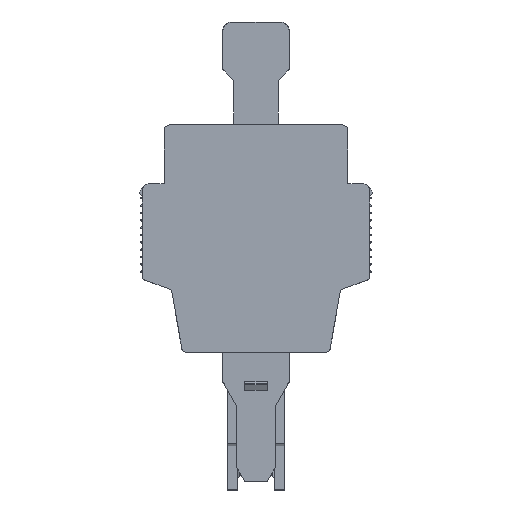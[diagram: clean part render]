
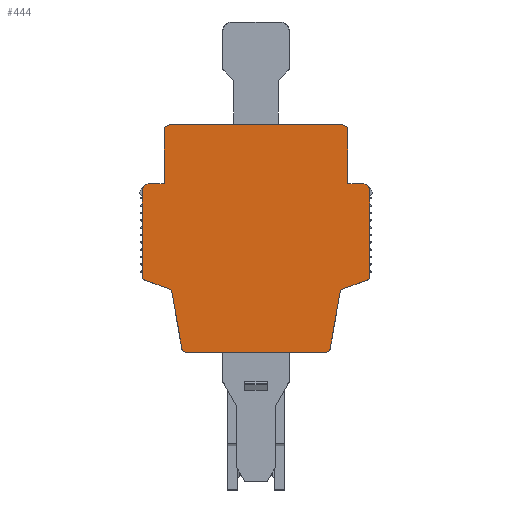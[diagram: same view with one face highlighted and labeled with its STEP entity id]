
A CAD part, top view. The second image highlights one B-rep face of the part: STEP entity #444.
In plain terms, the highlighted planar face has unit normal (0, 0, 1).
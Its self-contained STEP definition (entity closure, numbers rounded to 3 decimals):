
#207=CIRCLE('',#4834,1.);
#220=CIRCLE('',#4851,1.);
#221=CIRCLE('',#4855,0.8);
#222=CIRCLE('',#4859,0.748);
#223=CIRCLE('',#4861,0.5);
#224=CIRCLE('',#4864,0.5);
#225=CIRCLE('',#4868,0.8);
#226=CIRCLE('',#4871,0.748);
#227=CIRCLE('',#4874,0.5);
#228=CIRCLE('',#4877,0.5);
#444=ADVANCED_FACE('',(#876),#637,.F.);
#637=PLANE('',#4885);
#876=FACE_OUTER_BOUND('',#1145,.T.);
#1145=EDGE_LOOP('',(#2274,#2275,#2276,#2277,#2278,#2279,#2280,#2281,#2282,
#2283,#2284,#2285,#2286,#2287,#2288,#2289,#2290,#2291,#2292,#2293,#2294,
#2295));
#2274=ORIENTED_EDGE('',*,*,#3431,.F.);
#2275=ORIENTED_EDGE('',*,*,#3427,.F.);
#2276=ORIENTED_EDGE('',*,*,#3406,.F.);
#2277=ORIENTED_EDGE('',*,*,#3425,.F.);
#2278=ORIENTED_EDGE('',*,*,#3423,.F.);
#2279=ORIENTED_EDGE('',*,*,#3421,.F.);
#2280=ORIENTED_EDGE('',*,*,#3419,.F.);
#2281=ORIENTED_EDGE('',*,*,#3379,.F.);
#2282=ORIENTED_EDGE('',*,*,#3432,.F.);
#2283=ORIENTED_EDGE('',*,*,#3300,.F.);
#2284=ORIENTED_EDGE('',*,*,#3418,.F.);
#2285=ORIENTED_EDGE('',*,*,#3401,.F.);
#2286=ORIENTED_EDGE('',*,*,#3440,.F.);
#2287=ORIENTED_EDGE('',*,*,#3439,.F.);
#2288=ORIENTED_EDGE('',*,*,#3436,.F.);
#2289=ORIENTED_EDGE('',*,*,#3434,.F.);
#2290=ORIENTED_EDGE('',*,*,#3371,.F.);
#2291=ORIENTED_EDGE('',*,*,#3417,.F.);
#2292=ORIENTED_EDGE('',*,*,#3415,.F.);
#2293=ORIENTED_EDGE('',*,*,#3413,.F.);
#2294=ORIENTED_EDGE('',*,*,#3411,.F.);
#2295=ORIENTED_EDGE('',*,*,#3430,.F.);
#2750=VERTEX_POINT('',#7092);
#2752=VERTEX_POINT('',#7096);
#2791=VERTEX_POINT('',#7234);
#2792=VERTEX_POINT('',#7236);
#2798=VERTEX_POINT('',#7250);
#2799=VERTEX_POINT('',#7252);
#2816=VERTEX_POINT('',#7292);
#2817=VERTEX_POINT('',#7294);
#2820=VERTEX_POINT('',#7302);
#2821=VERTEX_POINT('',#7304);
#2822=VERTEX_POINT('',#7310);
#2823=VERTEX_POINT('',#7312);
#2824=VERTEX_POINT('',#7317);
#2825=VERTEX_POINT('',#7321);
#2826=VERTEX_POINT('',#7329);
#2827=VERTEX_POINT('',#7333);
#2828=VERTEX_POINT('',#7337);
#2829=VERTEX_POINT('',#7344);
#2830=VERTEX_POINT('',#7348);
#2831=VERTEX_POINT('',#7357);
#2832=VERTEX_POINT('',#7361);
#2833=VERTEX_POINT('',#7365);
#3300=EDGE_CURVE('',#2752,#2750,#3857,.T.);
#3371=EDGE_CURVE('',#2791,#2792,#207,.T.);
#3379=EDGE_CURVE('',#2798,#2799,#3929,.T.);
#3401=EDGE_CURVE('',#2816,#2817,#3942,.T.);
#3406=EDGE_CURVE('',#2820,#2821,#220,.T.);
#3411=EDGE_CURVE('',#2822,#2823,#3950,.T.);
#3413=EDGE_CURVE('',#2823,#2824,#221,.T.);
#3415=EDGE_CURVE('',#2824,#2825,#3953,.T.);
#3417=EDGE_CURVE('',#2825,#2791,#3955,.T.);
#3418=EDGE_CURVE('',#2817,#2752,#222,.T.);
#3419=EDGE_CURVE('',#2799,#2826,#223,.T.);
#3421=EDGE_CURVE('',#2826,#2827,#3957,.T.);
#3423=EDGE_CURVE('',#2827,#2828,#224,.T.);
#3425=EDGE_CURVE('',#2828,#2820,#3960,.T.);
#3427=EDGE_CURVE('',#2821,#2829,#3962,.T.);
#3430=EDGE_CURVE('',#2830,#2822,#225,.T.);
#3431=EDGE_CURVE('',#2829,#2830,#3965,.T.);
#3432=EDGE_CURVE('',#2750,#2798,#226,.T.);
#3434=EDGE_CURVE('',#2792,#2831,#3967,.T.);
#3436=EDGE_CURVE('',#2831,#2832,#227,.T.);
#3439=EDGE_CURVE('',#2832,#2833,#3971,.T.);
#3440=EDGE_CURVE('',#2833,#2816,#228,.T.);
#3857=LINE('',#7097,#4386);
#3929=LINE('',#7251,#4458);
#3942=LINE('',#7293,#4471);
#3950=LINE('',#7311,#4479);
#3953=LINE('',#7320,#4482);
#3955=LINE('',#7324,#4484);
#3957=LINE('',#7332,#4486);
#3960=LINE('',#7340,#4489);
#3962=LINE('',#7343,#4491);
#3965=LINE('',#7351,#4494);
#3967=LINE('',#7356,#4496);
#3971=LINE('',#7366,#4500);
#4386=VECTOR('',#5740,1.);
#4458=VECTOR('',#5884,1.);
#4471=VECTOR('',#5919,1.);
#4479=VECTOR('',#5935,1.);
#4482=VECTOR('',#5946,1.);
#4484=VECTOR('',#5950,1.);
#4486=VECTOR('',#5962,1.);
#4489=VECTOR('',#5971,1.);
#4491=VECTOR('',#5975,1.);
#4494=VECTOR('',#5984,1.);
#4496=VECTOR('',#5992,1.);
#4500=VECTOR('',#6002,1.);
#4834=AXIS2_PLACEMENT_3D('',#7235,#5871,#5872);
#4851=AXIS2_PLACEMENT_3D('',#7303,#5927,#5928);
#4855=AXIS2_PLACEMENT_3D('',#7316,#5941,#5942);
#4859=AXIS2_PLACEMENT_3D('',#7326,#5953,#5954);
#4861=AXIS2_PLACEMENT_3D('',#7328,#5957,#5958);
#4864=AXIS2_PLACEMENT_3D('',#7336,#5966,#5967);
#4868=AXIS2_PLACEMENT_3D('',#7349,#5980,#5981);
#4871=AXIS2_PLACEMENT_3D('',#7353,#5987,#5988);
#4874=AXIS2_PLACEMENT_3D('',#7360,#5996,#5997);
#4877=AXIS2_PLACEMENT_3D('',#7368,#6005,#6006);
#4885=AXIS2_PLACEMENT_3D('',#7376,#6021,#6022);
#5740=DIRECTION('',(-1.,0.,0.));
#5871=DIRECTION('',(0.,0.,-1.));
#5872=DIRECTION('',(-1.,0.,0.));
#5884=DIRECTION('',(-0.174,0.985,0.));
#5919=DIRECTION('',(-0.174,-0.985,0.));
#5927=DIRECTION('',(0.,0.,-1.));
#5928=DIRECTION('',(-1.,0.,0.));
#5935=DIRECTION('',(1.,0.,0.));
#5941=DIRECTION('',(0.,0.,-1.));
#5942=DIRECTION('',(-1.,0.,0.));
#5946=DIRECTION('',(0.,-1.,0.));
#5950=DIRECTION('',(1.,0.,0.));
#5953=DIRECTION('',(0.,0.,-1.));
#5954=DIRECTION('',(0.985,-0.174,0.));
#5957=DIRECTION('',(0.,0.,1.));
#5958=DIRECTION('',(-1.,0.,0.));
#5962=DIRECTION('',(-0.94,0.342,0.));
#5966=DIRECTION('',(0.,0.,-1.));
#5967=DIRECTION('',(-1.,0.,0.));
#5971=DIRECTION('',(0.,1.,0.));
#5975=DIRECTION('',(1.,0.,0.));
#5980=DIRECTION('',(0.,0.,-1.));
#5981=DIRECTION('',(-1.,0.,0.));
#5984=DIRECTION('',(0.,1.,0.));
#5987=DIRECTION('',(0.,0.,-1.));
#5988=DIRECTION('',(0.,-1.,0.));
#5992=DIRECTION('',(0.,-1.,0.));
#5996=DIRECTION('',(0.,0.,-1.));
#5997=DIRECTION('',(-1.,0.,0.));
#6002=DIRECTION('',(-0.94,-0.342,0.));
#6005=DIRECTION('',(0.,0.,1.));
#6006=DIRECTION('',(-1.,0.,0.));
#6021=DIRECTION('',(0.,0.,-1.));
#6022=DIRECTION('',(1.,0.,0.));
#7092=CARTESIAN_POINT('',(-9.372,0.,3.));
#7096=CARTESIAN_POINT('',(9.372,0.,3.));
#7097=CARTESIAN_POINT('',(9.372,0.,3.));
#7234=CARTESIAN_POINT('',(14.5,23.,3.));
#7235=CARTESIAN_POINT('',(14.5,22.,3.));
#7236=CARTESIAN_POINT('',(15.5,22.,3.));
#7250=CARTESIAN_POINT('',(-10.109,0.618,3.));
#7251=CARTESIAN_POINT('',(-10.109,0.618,3.));
#7252=CARTESIAN_POINT('',(-11.457,8.262,3.));
#7292=CARTESIAN_POINT('',(11.457,8.262,3.));
#7293=CARTESIAN_POINT('',(11.457,8.262,3.));
#7294=CARTESIAN_POINT('',(10.109,0.618,3.));
#7302=CARTESIAN_POINT('',(-15.5,22.,3.));
#7303=CARTESIAN_POINT('',(-14.5,22.,3.));
#7304=CARTESIAN_POINT('',(-14.5,23.,3.));
#7310=CARTESIAN_POINT('',(-11.7,31.,3.));
#7311=CARTESIAN_POINT('',(-11.7,31.,3.));
#7312=CARTESIAN_POINT('',(11.7,31.,3.));
#7316=CARTESIAN_POINT('',(11.7,30.2,3.));
#7317=CARTESIAN_POINT('',(12.5,30.2,3.));
#7320=CARTESIAN_POINT('',(12.5,30.2,3.));
#7321=CARTESIAN_POINT('',(12.5,23.,3.));
#7324=CARTESIAN_POINT('',(12.5,23.,3.));
#7326=CARTESIAN_POINT('',(9.372,0.748,3.));
#7328=CARTESIAN_POINT('',(-11.949,8.176,3.));
#7329=CARTESIAN_POINT('',(-11.778,8.645,3.));
#7332=CARTESIAN_POINT('',(-11.778,8.645,3.));
#7333=CARTESIAN_POINT('',(-15.171,9.88,3.));
#7336=CARTESIAN_POINT('',(-15.,10.35,3.));
#7337=CARTESIAN_POINT('',(-15.5,10.35,3.));
#7340=CARTESIAN_POINT('',(-15.5,10.35,3.));
#7343=CARTESIAN_POINT('',(-14.5,23.,3.));
#7344=CARTESIAN_POINT('',(-12.5,23.,3.));
#7348=CARTESIAN_POINT('',(-12.5,30.2,3.));
#7349=CARTESIAN_POINT('',(-11.7,30.2,3.));
#7351=CARTESIAN_POINT('',(-12.5,23.,3.));
#7353=CARTESIAN_POINT('',(-9.372,0.748,3.));
#7356=CARTESIAN_POINT('',(15.5,22.,3.));
#7357=CARTESIAN_POINT('',(15.5,10.35,3.));
#7360=CARTESIAN_POINT('',(15.,10.35,3.));
#7361=CARTESIAN_POINT('',(15.171,9.88,3.));
#7365=CARTESIAN_POINT('',(11.778,8.645,3.));
#7366=CARTESIAN_POINT('',(15.171,9.88,3.));
#7368=CARTESIAN_POINT('',(11.949,8.176,3.));
#7376=CARTESIAN_POINT('',(0.,0.,3.));
